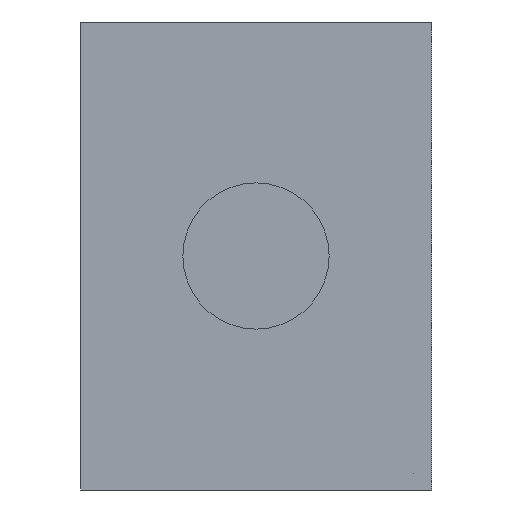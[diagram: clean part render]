
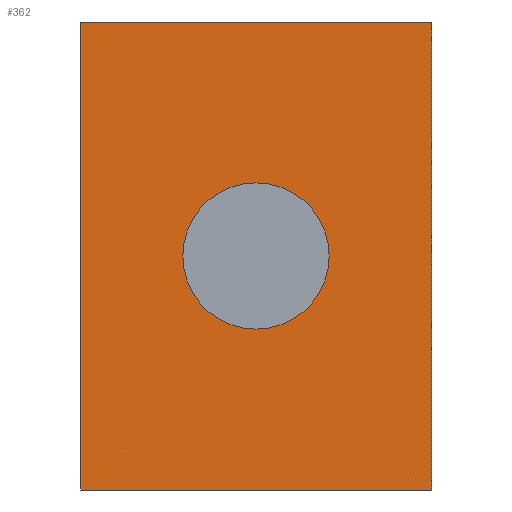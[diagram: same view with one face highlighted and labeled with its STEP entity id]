
A CAD part, front view. The second image highlights one B-rep face of the part: STEP entity #362.
In plain terms, the highlighted planar face has unit normal (0, -1, 0).
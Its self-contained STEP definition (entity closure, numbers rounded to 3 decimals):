
#10 = DIRECTION ( 'NONE',  ( 1., 0., 0. ) ) ;
#11 = CIRCLE ( 'NONE', #431, 12.5 ) ;
#17 = DIRECTION ( 'NONE',  ( 0., 0., 1. ) ) ;
#48 = CARTESIAN_POINT ( 'NONE',  ( 30., -80., 40. ) ) ;
#67 = ORIENTED_EDGE ( 'NONE', *, *, #685, .F. ) ;
#77 = CARTESIAN_POINT ( 'NONE',  ( 0., -80., 0. ) ) ;
#82 = EDGE_LOOP ( 'NONE', ( #261, #632, #178, #708 ) ) ;
#100 = DIRECTION ( 'NONE',  ( 0., 0., -1. ) ) ;
#125 = DIRECTION ( 'NONE',  ( 0., 0., -1. ) ) ;
#144 = VECTOR ( 'NONE', #10, 1000. ) ;
#157 = CARTESIAN_POINT ( 'NONE',  ( -30., -80., 40. ) ) ;
#172 = VERTEX_POINT ( 'NONE', #157 ) ;
#178 = ORIENTED_EDGE ( 'NONE', *, *, #537, .F. ) ;
#189 = LINE ( 'NONE', #365, #405 ) ;
#196 = VERTEX_POINT ( 'NONE', #555 ) ;
#231 = CARTESIAN_POINT ( 'NONE',  ( 30., -80., 40. ) ) ;
#234 = VECTOR ( 'NONE', #100, 1000. ) ;
#238 = DIRECTION ( 'NONE',  ( 0., 0., -1. ) ) ;
#241 = PLANE ( 'NONE',  #568 ) ;
#243 = VERTEX_POINT ( 'NONE', #231 ) ;
#247 = DIRECTION ( 'NONE',  ( 1., 0., 0. ) ) ;
#261 = ORIENTED_EDGE ( 'NONE', *, *, #310, .T. ) ;
#292 = ORIENTED_EDGE ( 'NONE', *, *, #315, .F. ) ;
#300 = CARTESIAN_POINT ( 'NONE',  ( -30., -80., 40. ) ) ;
#303 = CARTESIAN_POINT ( 'NONE',  ( 0., -80., 0. ) ) ;
#310 = EDGE_CURVE ( 'NONE', #172, #325, #598, .T. ) ;
#315 = EDGE_CURVE ( 'NONE', #456, #394, #11, .T. ) ;
#325 = VERTEX_POINT ( 'NONE', #630 ) ;
#328 = AXIS2_PLACEMENT_3D ( 'NONE', #77, #468, #125 ) ;
#334 = LINE ( 'NONE', #48, #234 ) ;
#360 = DIRECTION ( 'NONE',  ( 0., 1., 0. ) ) ;
#362 = ADVANCED_FACE ( 'NONE', ( #475, #488 ), #241, .F. ) ;
#365 = CARTESIAN_POINT ( 'NONE',  ( 0., -80., -40. ) ) ;
#369 = LINE ( 'NONE', #552, #144 ) ;
#391 = EDGE_CURVE ( 'NONE', #325, #196, #189, .T. ) ;
#394 = VERTEX_POINT ( 'NONE', #631 ) ;
#405 = VECTOR ( 'NONE', #247, 1000. ) ;
#421 = CARTESIAN_POINT ( 'NONE',  ( 0., -80., 12.5 ) ) ;
#431 = AXIS2_PLACEMENT_3D ( 'NONE', #303, #681, #471 ) ;
#456 = VERTEX_POINT ( 'NONE', #421 ) ;
#468 = DIRECTION ( 'NONE',  ( 0., -1., 0. ) ) ;
#471 = DIRECTION ( 'NONE',  ( 0., 0., -1. ) ) ;
#475 = FACE_BOUND ( 'NONE', #533, .T. ) ;
#481 = VECTOR ( 'NONE', #238, 1000. ) ;
#488 = FACE_OUTER_BOUND ( 'NONE', #82, .T. ) ;
#533 = EDGE_LOOP ( 'NONE', ( #292, #67 ) ) ;
#537 = EDGE_CURVE ( 'NONE', #243, #196, #334, .T. ) ;
#552 = CARTESIAN_POINT ( 'NONE',  ( 0., -80., 40. ) ) ;
#555 = CARTESIAN_POINT ( 'NONE',  ( 30., -80., -40. ) ) ;
#565 = CARTESIAN_POINT ( 'NONE',  ( 0., -80., 40. ) ) ;
#568 = AXIS2_PLACEMENT_3D ( 'NONE', #565, #360, #17 ) ;
#598 = LINE ( 'NONE', #300, #481 ) ;
#606 = EDGE_CURVE ( 'NONE', #172, #243, #369, .T. ) ;
#630 = CARTESIAN_POINT ( 'NONE',  ( -30., -80., -40. ) ) ;
#631 = CARTESIAN_POINT ( 'NONE',  ( 0., -80., -12.5 ) ) ;
#632 = ORIENTED_EDGE ( 'NONE', *, *, #391, .T. ) ;
#673 = CIRCLE ( 'NONE', #328, 12.5 ) ;
#681 = DIRECTION ( 'NONE',  ( 0., -1., 0. ) ) ;
#685 = EDGE_CURVE ( 'NONE', #394, #456, #673, .T. ) ;
#708 = ORIENTED_EDGE ( 'NONE', *, *, #606, .F. ) ;
